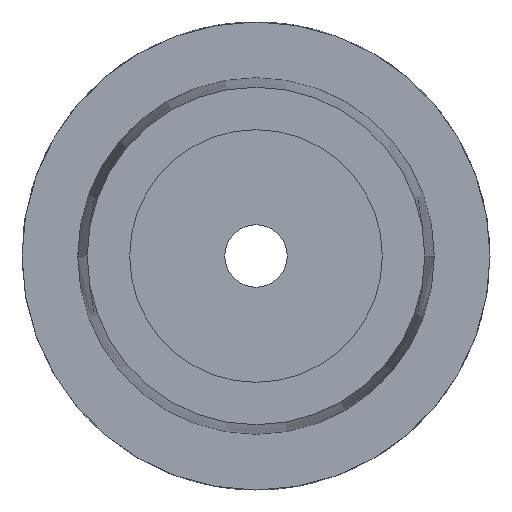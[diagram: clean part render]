
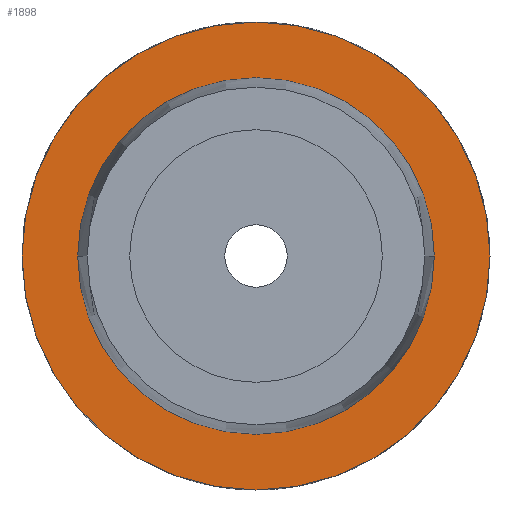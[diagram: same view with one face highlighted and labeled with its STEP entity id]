
A CAD part, left-side view. The second image highlights one B-rep face of the part: STEP entity #1898.
In plain terms, the highlighted planar face has unit normal (-1, 0, 0).
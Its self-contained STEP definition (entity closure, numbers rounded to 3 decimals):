
#425=CARTESIAN_POINT('',(0.,0.,0.));
#426=DIRECTION('',(1.,0.,0.));
#427=DIRECTION('',(0.,1.,0.));
#428=AXIS2_PLACEMENT_3D('',#425,#426,#427);
#447=CARTESIAN_POINT('',(0.,0.,0.));
#448=DIRECTION('',(-1.,0.,0.));
#449=DIRECTION('',(0.,1.,0.));
#450=AXIS2_PLACEMENT_3D('',#447,#448,#449);
#455=CARTESIAN_POINT('',(0.,0.,0.));
#456=DIRECTION('',(1.,0.,0.));
#457=DIRECTION('',(0.,1.,0.));
#458=AXIS2_PLACEMENT_3D('',#455,#456,#457);
#463=CARTESIAN_POINT('',(0.,0.,0.));
#464=DIRECTION('',(-1.,0.,0.));
#465=DIRECTION('',(0.,1.,0.));
#466=AXIS2_PLACEMENT_3D('',#463,#464,#465);
#1289=CARTESIAN_POINT('',(0.,31.5,0.));
#1291=VERTEX_POINT('',#1289);
#1292=CARTESIAN_POINT('',(0.,24.005,0.));
#1294=VERTEX_POINT('',#1292);
#1297=CARTESIAN_POINT('',(0.,-31.5,0.));
#1299=VERTEX_POINT('',#1297);
#1300=CARTESIAN_POINT('',(0.,-24.005,0.));
#1302=VERTEX_POINT('',#1300);
#1883=CARTESIAN_POINT('',(0.,0.,0.));
#1884=DIRECTION('',(1.,0.,0.));
#1885=DIRECTION('',(0.,-1.,0.));
#1886=AXIS2_PLACEMENT_3D('',#1883,#1884,#1885);
#1887=PLANE('',#1886);
#1889=ORIENTED_EDGE('',*,*,#1888,.T.);
#1891=ORIENTED_EDGE('',*,*,#1890,.F.);
#1892=EDGE_LOOP('',(#1889,#1891));
#1893=FACE_OUTER_BOUND('',#1892,.F.);
#1894=ORIENTED_EDGE('',*,*,#1878,.T.);
#1895=ORIENTED_EDGE('',*,*,#1862,.F.);
#1896=EDGE_LOOP('',(#1894,#1895));
#1897=FACE_BOUND('',#1896,.F.);
#429=CIRCLE('',#428,24.005);
#451=CIRCLE('',#450,24.005);
#459=CIRCLE('',#458,31.5);
#467=CIRCLE('',#466,31.5);
#1862=EDGE_CURVE('',#1294,#1302,#429,.T.);
#1878=EDGE_CURVE('',#1294,#1302,#451,.T.);
#1888=EDGE_CURVE('',#1291,#1299,#459,.T.);
#1890=EDGE_CURVE('',#1291,#1299,#467,.T.);
#1898=ADVANCED_FACE('',(#1893,#1897),#1887,.F.);
